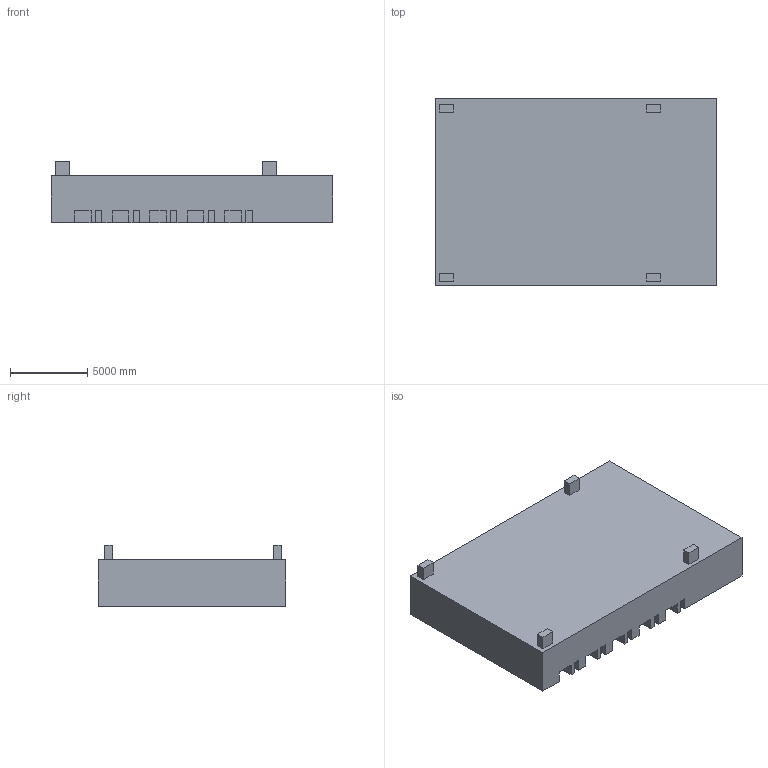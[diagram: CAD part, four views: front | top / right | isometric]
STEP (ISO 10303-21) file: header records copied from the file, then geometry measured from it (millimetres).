
FILE_DESCRIPTION(('FreeCAD Model'),'2;1');
FILE_NAME('flow_field.step','2021-11-13T20:27:57',('Author'), (''),'Open CASCADE STEP processor 7.3','FreeCAD','Unknown');
FILE_SCHEMA(('AUTOMOTIVE_DESIGN { 1 0 10303 214 1 1 1 1 }'));
Length unit declared in the file: millimetre
Products named in the file (1): flow_field
Bounding box: 18288 x 12192 x 3962.4 mm (x, y, z)
Volume: 646886240783.9 mm3; surface area: 678519210.7 mm2
Topology: 1 solids, 1 shells, 109 faces, 309 edges, 206 vertices
Faces by surface type: plane 109
Entity records: 7469 total; most frequent: CARTESIAN_POINT 1275, DIRECTION 1115, LINE 895, VECTOR 895, ORIENTED_EDGE 618, PCURVE 618, DEFINITIONAL_REPRESENTATION 618, EDGE_CURVE 309
